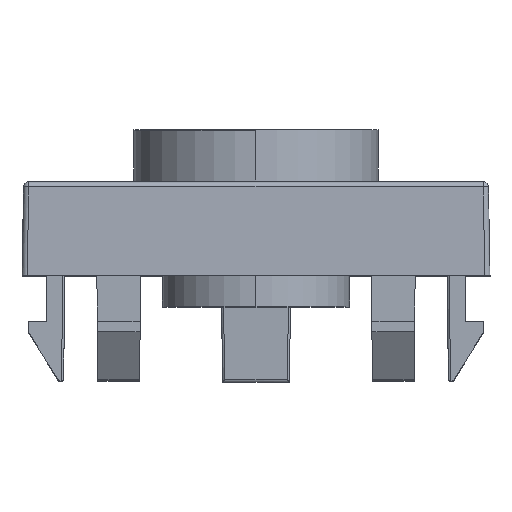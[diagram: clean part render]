
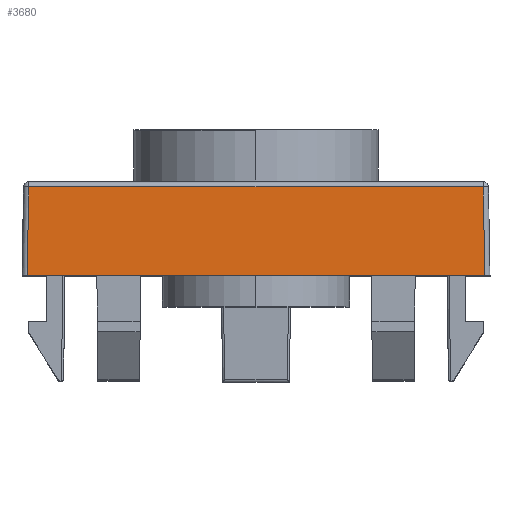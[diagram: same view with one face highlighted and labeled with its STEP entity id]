
A CAD part, top view. The second image highlights one B-rep face of the part: STEP entity #3680.
In plain terms, the highlighted planar face has unit normal (0, 0.018, 1).
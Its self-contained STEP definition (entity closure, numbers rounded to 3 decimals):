
#1077=CARTESIAN_POINT('',(-22.,10.072,41.652));
#1083=DIRECTION('',(-1.,0.,0.));
#1084=VECTOR('',#1083,44.);
#1085=CARTESIAN_POINT('',(22.,10.072,41.652));
#1086=LINE('',#1085,#1084);
#1091=CARTESIAN_POINT('',(22.,10.072,41.652));
#1813=DIRECTION('',(1.,0.,0.));
#1814=VECTOR('',#1813,43.703);
#1815=CARTESIAN_POINT('',(-21.852,18.581,41.503));
#1816=LINE('',#1815,#1814);
#1863=DIRECTION('',(-0.017,-1.,0.017));
#1864=VECTOR('',#1863,8.511);
#1865=CARTESIAN_POINT('',(-21.852,18.581,41.503));
#1866=LINE('',#1865,#1864);
#1867=DIRECTION('',(-0.017,1.,-0.017));
#1868=VECTOR('',#1867,8.511);
#1869=CARTESIAN_POINT('',(22.,10.072,41.652));
#1870=LINE('',#1869,#1868);
#2316=VERTEX_POINT('',#1091);
#2317=CARTESIAN_POINT('',(21.852,18.581,41.503));
#2319=VERTEX_POINT('',#2317);
#2323=CARTESIAN_POINT('',(-21.852,18.581,41.503));
#2324=VERTEX_POINT('',#2323);
#2335=VERTEX_POINT('',#1077);
#3668=CARTESIAN_POINT('',(-22.44,9.987,41.653));
#3669=DIRECTION('',(0.,0.017,1.));
#3670=DIRECTION('',(1.,0.,0.));
#3671=AXIS2_PLACEMENT_3D('',#3668,#3669,#3670);
#3672=PLANE('',#3671);
#3673=ORIENTED_EDGE('',*,*,#2685,.T.);
#3675=ORIENTED_EDGE('',*,*,#3674,.F.);
#3676=ORIENTED_EDGE('',*,*,#3584,.T.);
#3677=ORIENTED_EDGE('',*,*,#3663,.F.);
#3678=EDGE_LOOP('',(#3673,#3675,#3676,#3677));
#3679=FACE_OUTER_BOUND('',#3678,.F.);
#3680=ADVANCED_FACE('',(#3679),#3672,.T.);
#2685=EDGE_CURVE('',#2316,#2335,#1086,.T.);
#3584=EDGE_CURVE('',#2324,#2319,#1816,.T.);
#3663=EDGE_CURVE('',#2316,#2319,#1870,.T.);
#3674=EDGE_CURVE('',#2324,#2335,#1866,.T.);
